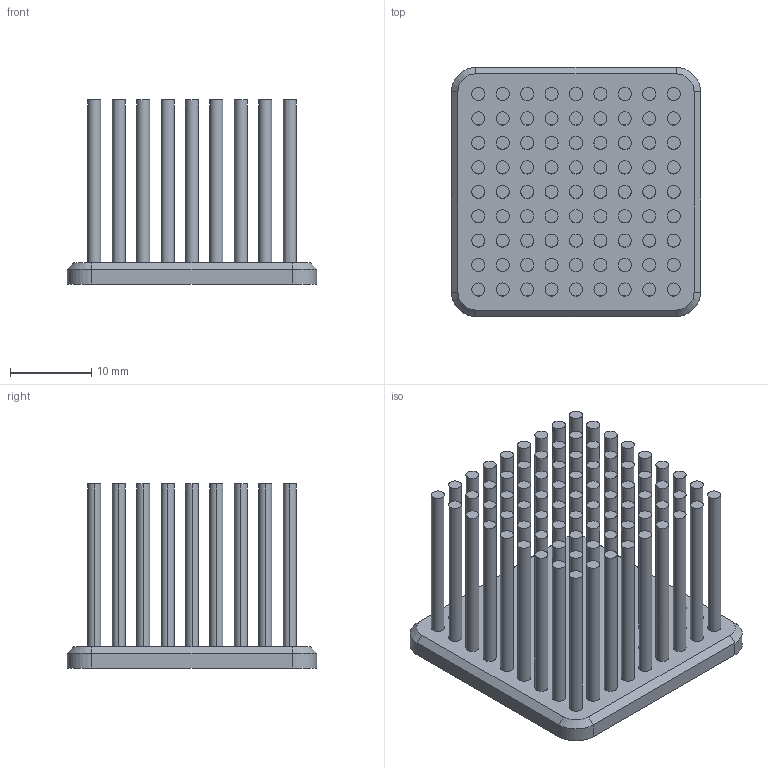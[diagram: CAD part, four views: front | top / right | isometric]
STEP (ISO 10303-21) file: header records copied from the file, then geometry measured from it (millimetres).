
FILE_DESCRIPTION(('FreeCAD Model'),'2;1');
FILE_NAME('Open CASCADE Shape Model','2023-12-15T14:09:12',(''),(''), 'Open CASCADE STEP processor 7.6','FreeCAD','Unknown');
FILE_SCHEMA(('AUTOMOTIVE_DESIGN { 1 0 10303 214 1 1 1 1 }'));
Length unit declared in the file: millimetre
Products named in the file (1): _06_31_2_23_X_B_0
Bounding box: 30.6 x 30.6 x 22.6 mm (x, y, z)
Volume: 5634.7 mm3; surface area: 10249.3 mm2
Topology: 1 solids, 1 shells, 261 faces, 526 edges, 348 vertices
Faces by surface type: cylinder 166, plane 91, cone 4
Entity records: 14816 total; most frequent: CARTESIAN_POINT 4156, DIRECTION 2110, ORIENTED_EDGE 1052, PCURVE 1052, DEFINITIONAL_REPRESENTATION 1052, LINE 910, VECTOR 910, AXIS2_PLACEMENT_3D 598
